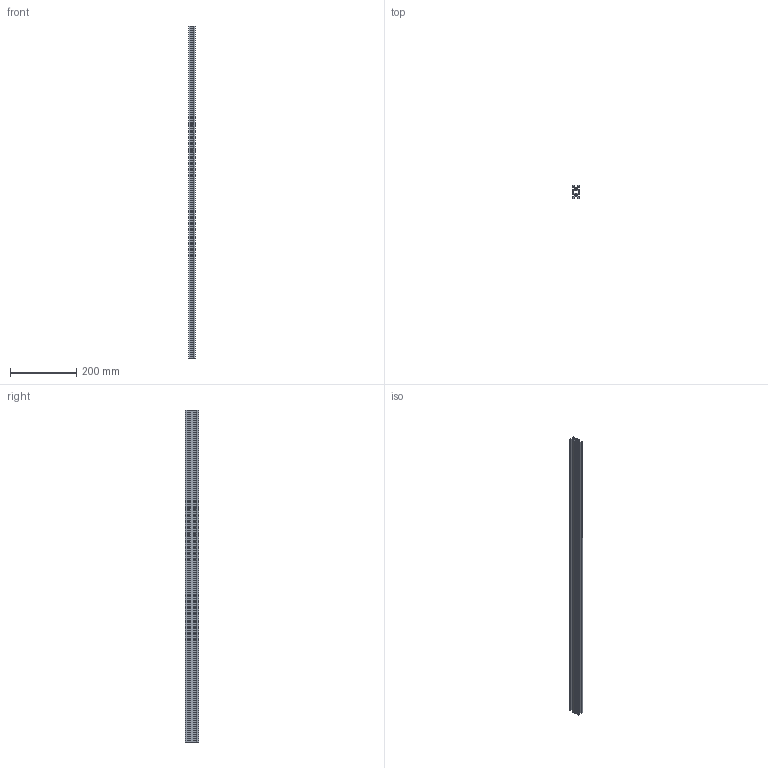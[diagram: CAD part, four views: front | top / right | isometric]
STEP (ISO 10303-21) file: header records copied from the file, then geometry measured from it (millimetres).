
FILE_DESCRIPTION(('FreeCAD Model'),'2;1');
FILE_NAME('Open CASCADE Shape Model','2021-04-30T12:01:52',(''),(''), 'Open CASCADE STEP processor 7.5','FreeCAD','Unknown');
FILE_SCHEMA(('AUTOMOTIVE_DESIGN { 1 0 10303 214 1 1 1 1 }'));
Length unit declared in the file: millimetre
Products named in the file (1): V-Slot 20x40x1000 Linear Rail v1
Bounding box: 20 x 40 x 1000 mm (x, y, z)
Volume: 299989.5 mm3; surface area: 297677.3 mm2
Topology: 1 solids, 1 shells, 114 faces, 336 edges, 224 vertices
Faces by surface type: plane 108, cylinder 6
Full cylindrical faces by diameter (mm): 4.2 x2
Entity records: 8134 total; most frequent: CARTESIAN_POINT 1347, DIRECTION 1250, LINE 984, VECTOR 984, ORIENTED_EDGE 672, PCURVE 672, DEFINITIONAL_REPRESENTATION 672, EDGE_CURVE 336
